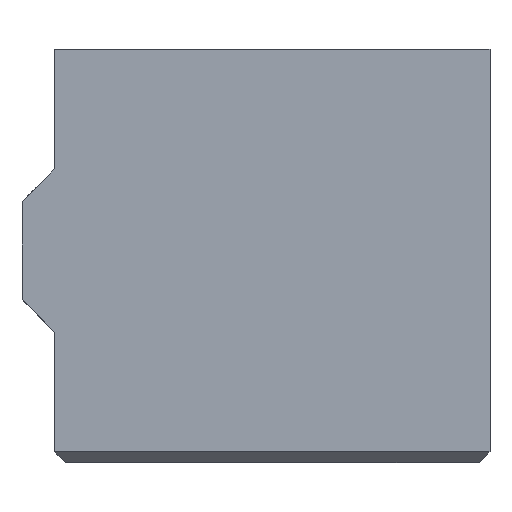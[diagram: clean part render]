
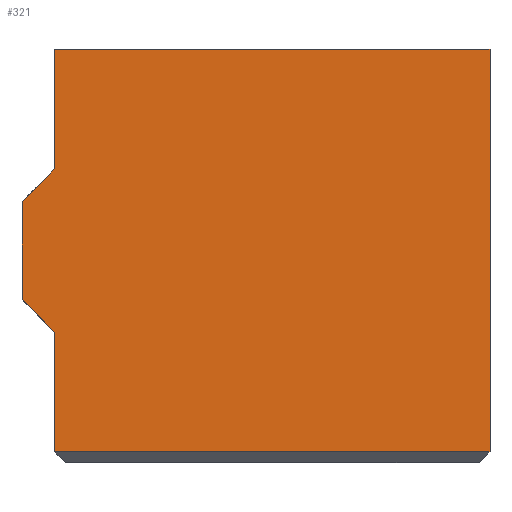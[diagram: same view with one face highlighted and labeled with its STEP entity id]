
A CAD part, left-side view. The second image highlights one B-rep face of the part: STEP entity #321.
In plain terms, the highlighted planar face has unit normal (-1, 0, 0).
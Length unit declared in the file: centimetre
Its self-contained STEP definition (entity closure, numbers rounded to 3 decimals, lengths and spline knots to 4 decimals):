
#48=VERTEX_POINT('',#437);
#49=VERTEX_POINT('',#439);
#54=VERTEX_POINT('',#458);
#56=VERTEX_POINT('',#464);
#57=VERTEX_POINT('',#466);
#58=VERTEX_POINT('',#467);
#59=VERTEX_POINT('',#469);
#60=VERTEX_POINT('',#471);
#77=VECTOR('',#366,1.);
#87=VECTOR('',#380,1.);
#90=VECTOR('',#384,1.);
#91=VECTOR('',#385,1.);
#92=VECTOR('',#386,1.);
#93=VECTOR('',#387,1.);
#94=VECTOR('',#388,1.);
#107=LINE('',#438,#77);
#117=LINE('',#457,#87);
#120=LINE('',#463,#90);
#121=LINE('',#465,#91);
#122=LINE('',#468,#92);
#123=LINE('',#470,#93);
#124=LINE('',#472,#94);
#137=EDGE_CURVE('',#48,#49,#107,.T.);
#147=EDGE_CURVE('',#49,#54,#117,.T.);
#150=EDGE_CURVE('',#48,#56,#120,.T.);
#151=EDGE_CURVE('',#56,#57,#121,.T.);
#152=EDGE_CURVE('',#58,#57,#117,.T.);
#153=EDGE_CURVE('',#59,#58,#122,.T.);
#154=EDGE_CURVE('',#60,#59,#123,.T.);
#155=EDGE_CURVE('',#54,#60,#124,.T.);
#198=ORIENTED_EDGE('',*,*,#137,.F.);
#199=ORIENTED_EDGE('',*,*,#150,.T.);
#200=ORIENTED_EDGE('',*,*,#151,.T.);
#201=ORIENTED_EDGE('',*,*,#152,.F.);
#202=ORIENTED_EDGE('',*,*,#153,.F.);
#203=ORIENTED_EDGE('',*,*,#154,.F.);
#204=ORIENTED_EDGE('',*,*,#155,.F.);
#205=ORIENTED_EDGE('',*,*,#147,.F.);
#269=EDGE_LOOP('',(#198,#199,#200,#201,#202,#203,#204,#205));
#295=FACE_BOUND('',#269,.T.);
#321=ADVANCED_FACE('',(#295),#523,.T.);
#341=AXIS2_PLACEMENT_3D('',#462,#383,$);
#366=DIRECTION('',(0.,1.,0.));
#380=DIRECTION('',(0.,0.,1.));
#383=DIRECTION('',(-1.,0.,0.));
#384=DIRECTION('',(0.,0.,1.));
#385=DIRECTION('',(0.,1.,0.));
#386=DIRECTION('',(0.,-0.707,0.707));
#387=DIRECTION('',(0.,0.,1.));
#388=DIRECTION('',(0.,0.707,0.707));
#437=CARTESIAN_POINT('',(0.,0.,0.05));
#438=CARTESIAN_POINT('',(0.,1.,0.05));
#439=CARTESIAN_POINT('',(0.,2.,0.05));
#457=CARTESIAN_POINT('',(0.,2.,0.));
#458=CARTESIAN_POINT('',(0.,2.,0.6));
#462=CARTESIAN_POINT('',(0.,1.,0.));
#463=CARTESIAN_POINT('',(0.,0.,0.));
#464=CARTESIAN_POINT('',(0.,0.,1.9));
#465=CARTESIAN_POINT('',(0.,0.,1.9));
#466=CARTESIAN_POINT('',(0.,2.,1.9));
#467=CARTESIAN_POINT('',(0.,2.,1.35));
#468=CARTESIAN_POINT('',(0.,2.15,1.2));
#469=CARTESIAN_POINT('',(0.,2.15,1.2));
#470=CARTESIAN_POINT('',(0.,2.15,0.75));
#471=CARTESIAN_POINT('',(0.,2.15,0.75));
#472=CARTESIAN_POINT('',(0.,2.,0.6));
#523=PLANE('',#341);
